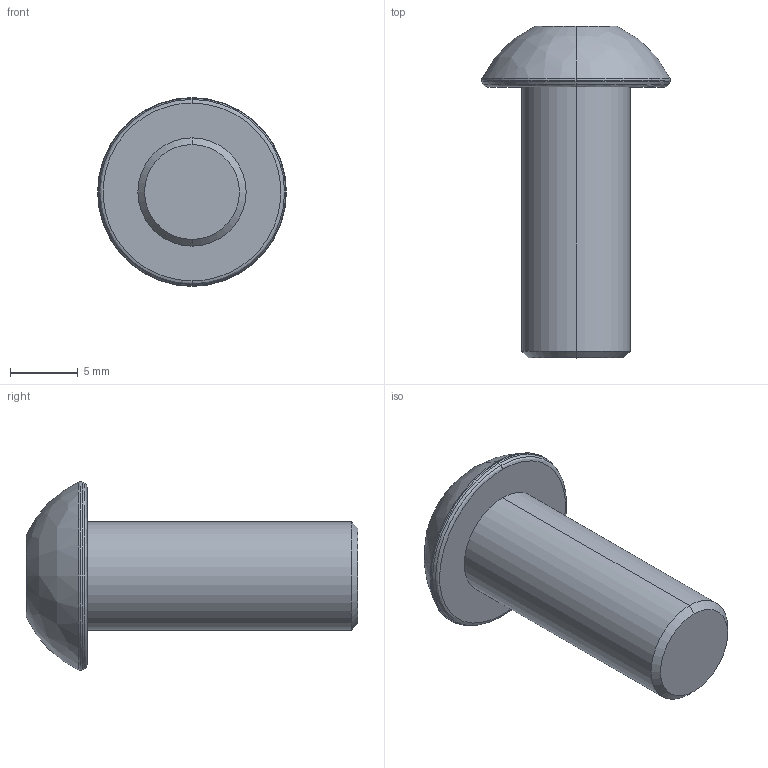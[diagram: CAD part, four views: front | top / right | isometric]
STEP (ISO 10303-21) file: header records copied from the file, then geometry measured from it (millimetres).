
FILE_DESCRIPTION (( 'STEP AP203' ), '1' );
FILE_NAME ('151241.step', '2021-06-03T16:40:16', ( '' ), ( '' ), 'SwSTEP 2.0', 'SolidWorks 2021', '' );
FILE_SCHEMA (( 'CONFIG_CONTROL_DESIGN' ));
Length unit declared in the file: millimetre
Products named in the file (1): 151241
Bounding box: 13.93 x 24.5 x 13.93 mm (x, y, z)
Volume: 1383.9 mm3; surface area: 947.7 mm2
Topology: 1 solids, 1 shells, 26 faces, 54 edges, 32 vertices
Faces by surface type: plane 10, bspline 10, cone 4, cylinder 2
Entity records: 875 total; most frequent: CARTESIAN_POINT 275, DIRECTION 110, ORIENTED_EDGE 108, EDGE_CURVE 54, AXIS2_PLACEMENT_3D 43, VERTEX_POINT 32, EDGE_LOOP 28, ADVANCED_FACE 26
